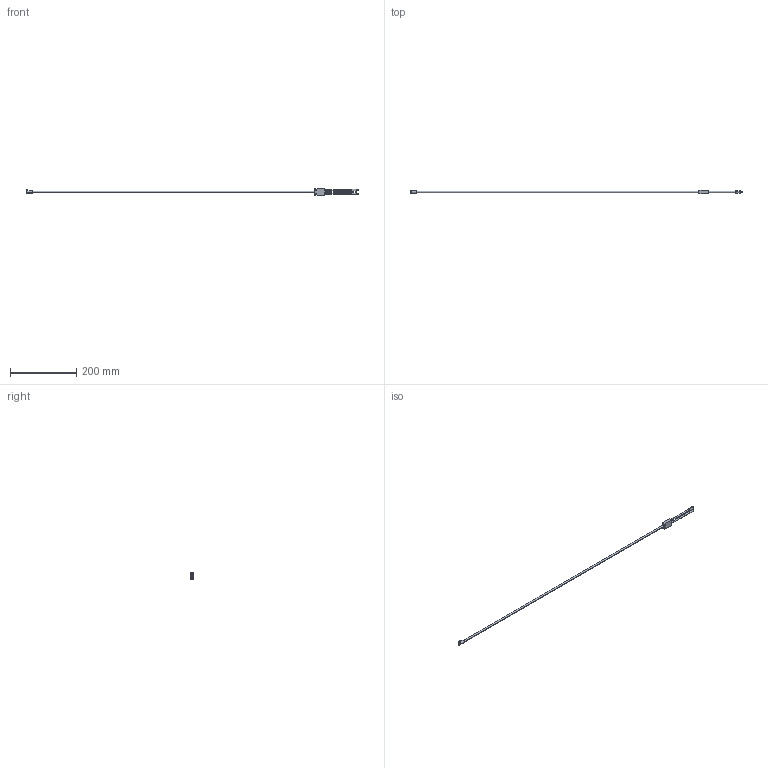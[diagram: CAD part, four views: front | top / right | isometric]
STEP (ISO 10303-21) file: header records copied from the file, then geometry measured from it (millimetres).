
FILE_DESCRIPTION (( 'STEP AP214' ), '1' );
FILE_NAME ('OPT2081.STEP', '2016-02-24T14:39:14', ( '' ), ( '' ), 'SwSTEP 2.0', 'SolidWorks 2014', '' );
FILE_SCHEMA (( 'AUTOMOTIVE_DESIGN' ));
Length unit declared in the file: inch
Products named in the file (1): OPT2081
Bounding box: 1000 x 10 x 20 mm (x, y, z)
Volume: 34165.1 mm3; surface area: 22010.4 mm2
Topology: 1 solids, 3 shells, 85 faces, 188 edges, 120 vertices
Faces by surface type: cylinder 45, plane 28, torus 8, cone 4
Entity records: 3723 total; most frequent: CARTESIAN_POINT 628, DIRECTION 438, ORIENTED_EDGE 376, EDGE_CURVE 188, AXIS2_PLACEMENT_3D 176, VERTEX_POINT 120, EDGE_LOOP 100, CIRCLE 90
